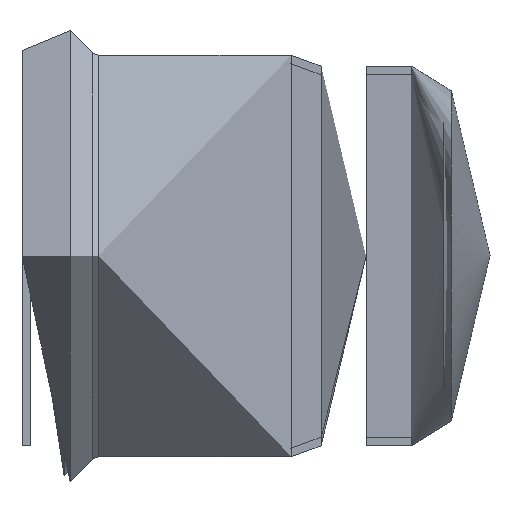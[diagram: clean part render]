
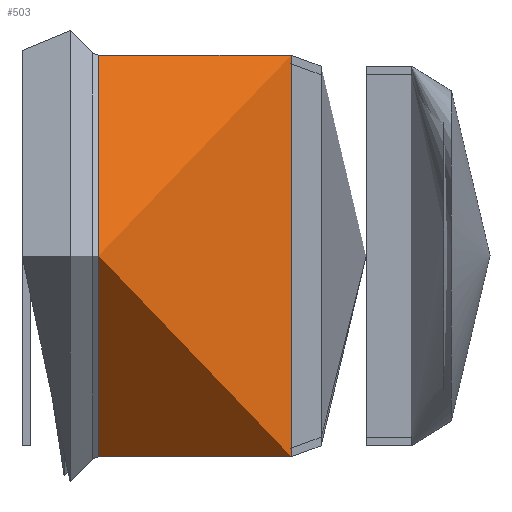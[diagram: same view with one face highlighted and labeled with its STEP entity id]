
A CAD part, top view. The second image highlights one B-rep face of the part: STEP entity #503.
In plain terms, the highlighted free-form (B-spline) face has degree [1, 2] with [2, 9] control points.
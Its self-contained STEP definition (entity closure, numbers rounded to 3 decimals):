
#442 = VERTEX_POINT('',#443);
#443 = CARTESIAN_POINT('',(17.912,0.,46.95));
#449 = EDGE_CURVE('',#450,#442,#452,.T.);
#450 = VERTEX_POINT('',#451);
#451 = CARTESIAN_POINT('',(17.912,46.95,0.));
#452 = ( BOUNDED_CURVE() B_SPLINE_CURVE(2,(#453,#454,#455),
.UNSPECIFIED.,.F.,.F.) B_SPLINE_CURVE_WITH_KNOTS((3,3),(0.,
1.571),.PIECEWISE_BEZIER_KNOTS.) CURVE() 
GEOMETRIC_REPRESENTATION_ITEM() RATIONAL_B_SPLINE_CURVE((1.,
0.707,1.)) REPRESENTATION_ITEM('') );
#453 = CARTESIAN_POINT('',(17.912,46.95,0.));
#454 = CARTESIAN_POINT('',(17.912,46.95,46.95));
#455 = CARTESIAN_POINT('',(17.912,0.,46.95));
#457 = EDGE_CURVE('',#458,#450,#460,.T.);
#458 = VERTEX_POINT('',#459);
#459 = CARTESIAN_POINT('',(17.912,-46.95,0.));
#460 = ( BOUNDED_CURVE() B_SPLINE_CURVE(2,(#461,#462,#463,#464,#465),
.UNSPECIFIED.,.F.,.F.) B_SPLINE_CURVE_WITH_KNOTS((3,2,3),(3.142,
4.712,6.283),.PIECEWISE_BEZIER_KNOTS.) CURVE() 
GEOMETRIC_REPRESENTATION_ITEM() RATIONAL_B_SPLINE_CURVE((1.,
0.707,1.,0.707,1.)) REPRESENTATION_ITEM('') );
#461 = CARTESIAN_POINT('',(17.912,-46.95,0.));
#462 = CARTESIAN_POINT('',(17.912,-46.95,-46.95));
#463 = CARTESIAN_POINT('',(17.912,0.,-46.95));
#464 = CARTESIAN_POINT('',(17.912,46.95,-46.95));
#465 = CARTESIAN_POINT('',(17.912,46.95,0.));
#467 = EDGE_CURVE('',#442,#458,#468,.T.);
#468 = ( BOUNDED_CURVE() B_SPLINE_CURVE(2,(#469,#470,#471),
.UNSPECIFIED.,.F.,.F.) B_SPLINE_CURVE_WITH_KNOTS((3,3),(1.571,
3.142),.PIECEWISE_BEZIER_KNOTS.) CURVE() 
GEOMETRIC_REPRESENTATION_ITEM() RATIONAL_B_SPLINE_CURVE((1.,
0.707,1.)) REPRESENTATION_ITEM('') );
#469 = CARTESIAN_POINT('',(17.912,0.,46.95));
#470 = CARTESIAN_POINT('',(17.912,-46.95,46.95));
#471 = CARTESIAN_POINT('',(17.912,-46.95,0.));
#503 = ADVANCED_FACE('',(#504),#535,.T.);
#504 = FACE_BOUND('',#505,.T.);
#505 = EDGE_LOOP('',(#506,#518,#526,#531,#532,#533,#534));
#506 = ORIENTED_EDGE('',*,*,#507,.F.);
#507 = EDGE_CURVE('',#508,#510,#512,.T.);
#508 = VERTEX_POINT('',#509);
#509 = CARTESIAN_POINT('',(63.,46.95,0.));
#510 = VERTEX_POINT('',#511);
#511 = CARTESIAN_POINT('',(63.,-46.95,0.));
#512 = ( BOUNDED_CURVE() B_SPLINE_CURVE(2,(#513,#514,#515,#516,#517),
.UNSPECIFIED.,.F.,.F.) B_SPLINE_CURVE_WITH_KNOTS((3,2,3),(0.,
1.571,3.142),.UNSPECIFIED.) CURVE() 
GEOMETRIC_REPRESENTATION_ITEM() RATIONAL_B_SPLINE_CURVE((1.,
0.707,1.,0.707,1.)) REPRESENTATION_ITEM('') );
#513 = CARTESIAN_POINT('',(63.,46.95,0.));
#514 = CARTESIAN_POINT('',(63.,46.95,46.95));
#515 = CARTESIAN_POINT('',(63.,0.,46.95));
#516 = CARTESIAN_POINT('',(63.,-46.95,46.95));
#517 = CARTESIAN_POINT('',(63.,-46.95,0.));
#518 = ORIENTED_EDGE('',*,*,#519,.F.);
#519 = EDGE_CURVE('',#510,#508,#520,.T.);
#520 = ( BOUNDED_CURVE() B_SPLINE_CURVE(2,(#521,#522,#523,#524,#525),
.UNSPECIFIED.,.F.,.F.) B_SPLINE_CURVE_WITH_KNOTS((3,2,3),(3.142,
4.712,6.283),.PIECEWISE_BEZIER_KNOTS.) CURVE() 
GEOMETRIC_REPRESENTATION_ITEM() RATIONAL_B_SPLINE_CURVE((1.,
0.707,1.,0.707,1.)) REPRESENTATION_ITEM('') );
#521 = CARTESIAN_POINT('',(63.,-46.95,0.));
#522 = CARTESIAN_POINT('',(63.,-46.95,-46.95));
#523 = CARTESIAN_POINT('',(63.,0.,-46.95));
#524 = CARTESIAN_POINT('',(63.,46.95,-46.95));
#525 = CARTESIAN_POINT('',(63.,46.95,0.));
#526 = ORIENTED_EDGE('',*,*,#527,.T.);
#527 = EDGE_CURVE('',#510,#458,#528,.T.);
#528 = B_SPLINE_CURVE_WITH_KNOTS('',1,(#529,#530),.UNSPECIFIED.,.F.,.F.,
  (2,2),(-0.48,0.48),.PIECEWISE_BEZIER_KNOTS.);
#529 = CARTESIAN_POINT('',(63.,-46.95,0.));
#530 = CARTESIAN_POINT('',(17.912,-46.95,0.));
#531 = ORIENTED_EDGE('',*,*,#457,.T.);
#532 = ORIENTED_EDGE('',*,*,#449,.T.);
#533 = ORIENTED_EDGE('',*,*,#467,.T.);
#534 = ORIENTED_EDGE('',*,*,#527,.F.);
#535 = ( BOUNDED_SURFACE() B_SPLINE_SURFACE(1,2,(
    (#536,#537,#538,#539,#540,#541,#542,#543,#544)
    ,(#545,#546,#547,#548,#549,#550,#551,#552,#553
)),.UNSPECIFIED.,.F.,.T.,.F.) B_SPLINE_SURFACE_WITH_KNOTS((2,2),(1,2,2,2
    ,2,2,1),(-0.48,0.48),(-4.712,
    -3.142,-1.571,0.,1.571,3.142,
4.712),.UNSPECIFIED.) GEOMETRIC_REPRESENTATION_ITEM() 
RATIONAL_B_SPLINE_SURFACE((
    (1.,0.707,1.,0.707,1.,0.707,1.
      ,0.707,1.)
    ,(1.,0.707,1.,0.707,1.,0.707,1.
,0.707,1.))) REPRESENTATION_ITEM('') SURFACE() );
#536 = CARTESIAN_POINT('',(63.,-46.95,0.));
#537 = CARTESIAN_POINT('',(63.,-46.95,-46.95));
#538 = CARTESIAN_POINT('',(63.,0.,-46.95));
#539 = CARTESIAN_POINT('',(63.,46.95,-46.95));
#540 = CARTESIAN_POINT('',(63.,46.95,0.));
#541 = CARTESIAN_POINT('',(63.,46.95,46.95));
#542 = CARTESIAN_POINT('',(63.,0.,46.95));
#543 = CARTESIAN_POINT('',(63.,-46.95,46.95));
#544 = CARTESIAN_POINT('',(63.,-46.95,0.));
#545 = CARTESIAN_POINT('',(17.912,-46.95,0.));
#546 = CARTESIAN_POINT('',(17.912,-46.95,-46.95));
#547 = CARTESIAN_POINT('',(17.912,0.,-46.95));
#548 = CARTESIAN_POINT('',(17.912,46.95,-46.95));
#549 = CARTESIAN_POINT('',(17.912,46.95,0.));
#550 = CARTESIAN_POINT('',(17.912,46.95,46.95));
#551 = CARTESIAN_POINT('',(17.912,0.,46.95));
#552 = CARTESIAN_POINT('',(17.912,-46.95,46.95));
#553 = CARTESIAN_POINT('',(17.912,-46.95,0.));
